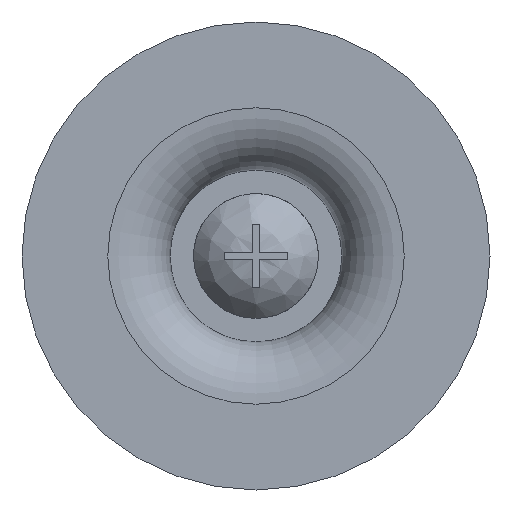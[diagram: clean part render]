
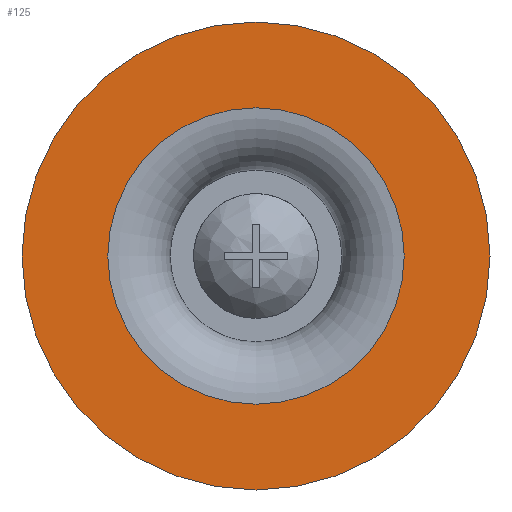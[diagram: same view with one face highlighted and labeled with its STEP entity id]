
A CAD part, front view. The second image highlights one B-rep face of the part: STEP entity #125.
In plain terms, the highlighted planar face has unit normal (0, -1, 0).
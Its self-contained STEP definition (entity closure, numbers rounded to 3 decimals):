
#125 = ADVANCED_FACE( '', ( #267, #268 ), #269, .F. );
#267 = FACE_BOUND( '', #422, .T. );
#268 = FACE_OUTER_BOUND( '', #423, .T. );
#269 = PLANE( '', #424 );
#422 = EDGE_LOOP( '', ( #738 ) );
#423 = EDGE_LOOP( '', ( #739 ) );
#424 = AXIS2_PLACEMENT_3D( '', #740, #741, #742 );
#738 = ORIENTED_EDGE( '', *, *, #906, .F. );
#739 = ORIENTED_EDGE( '', *, *, #881, .T. );
#740 = CARTESIAN_POINT( '', ( 15., 0., 0. ) );
#741 = DIRECTION( '', ( 0., 1., 0. ) );
#742 = DIRECTION( '', ( 0., 0., 1. ) );
#881 = EDGE_CURVE( '', #1024, #1024, #1025, .T. );
#906 = EDGE_CURVE( '', #1067, #1067, #1068, .T. );
#1024 = VERTEX_POINT( '', #1237 );
#1025 = CIRCLE( '', #1238, 15. );
#1067 = VERTEX_POINT( '', #1321 );
#1068 = CIRCLE( '', #1322, 9.5 );
#1237 = CARTESIAN_POINT( '', ( 0., 0., -15. ) );
#1238 = AXIS2_PLACEMENT_3D( '', #1597, #1598, #1599 );
#1321 = CARTESIAN_POINT( '', ( 0., 0., -9.5 ) );
#1322 = AXIS2_PLACEMENT_3D( '', #1615, #1616, #1617 );
#1597 = CARTESIAN_POINT( '', ( 0., 0., 0. ) );
#1598 = DIRECTION( '', ( 0., -1., 0. ) );
#1599 = DIRECTION( '', ( 0., 0., -1. ) );
#1615 = CARTESIAN_POINT( '', ( 0., 0., 0. ) );
#1616 = DIRECTION( '', ( 0., -1., 0. ) );
#1617 = DIRECTION( '', ( 0., 0., -1. ) );
